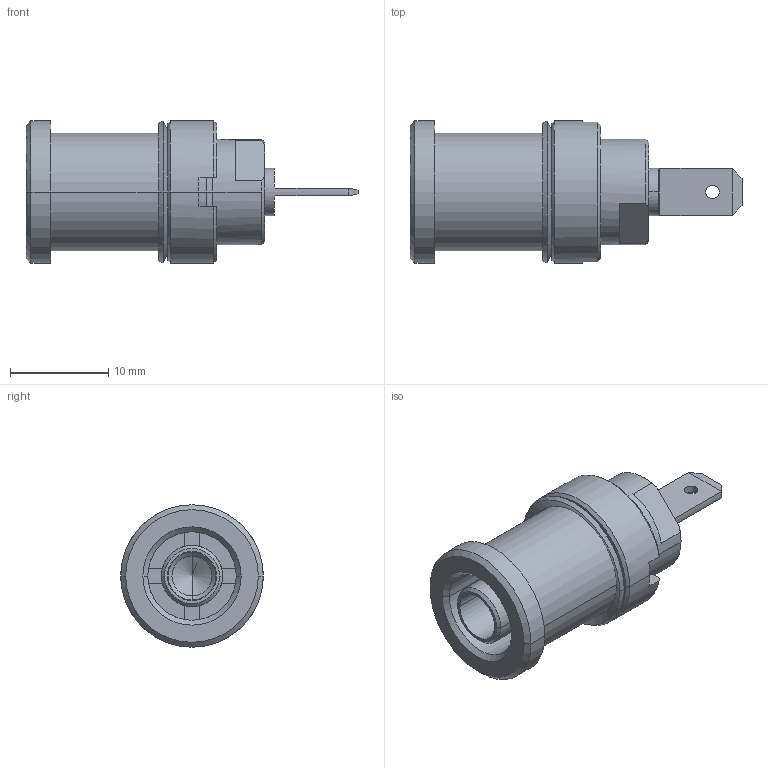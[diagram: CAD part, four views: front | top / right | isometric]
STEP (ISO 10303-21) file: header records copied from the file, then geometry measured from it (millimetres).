
FILE_DESCRIPTION((''),'2;1');
FILE_NAME('6450_SEB_ASM','2016-09-28T',('tosc'),(''),'PRO/ENGINEER BY PARAMETRIC TECHNOLOGY CORPORATION, 2015110','PRO/ENGINEER BY PARAMETRIC TECHNOLOGY CORPORATION, 2015110','');
FILE_SCHEMA(('CONFIG_CONTROL_DESIGN'));
Length unit declared in the file: millimetre
Products named in the file (1): 6450_SEB_ASM
Bounding box: 33.78 x 14.5 x 14.5 mm (x, y, z)
Surface area: 3902.5 mm2 (no closed solid volume)
Topology: 0 solids, 4 shells, 214 faces, 566 edges, 366 vertices
Faces by surface type: plane 144, cylinder 40, cone 30
Entity records: 8105 total; most frequent: CARTESIAN_POINT 1279, ORIENTED_EDGE 1128, DIRECTION 1101, EDGE_CURVE 564, VECTOR 405, LINE 405, VERTEX_POINT 366, AXIS2_PLACEMENT_3D 348
